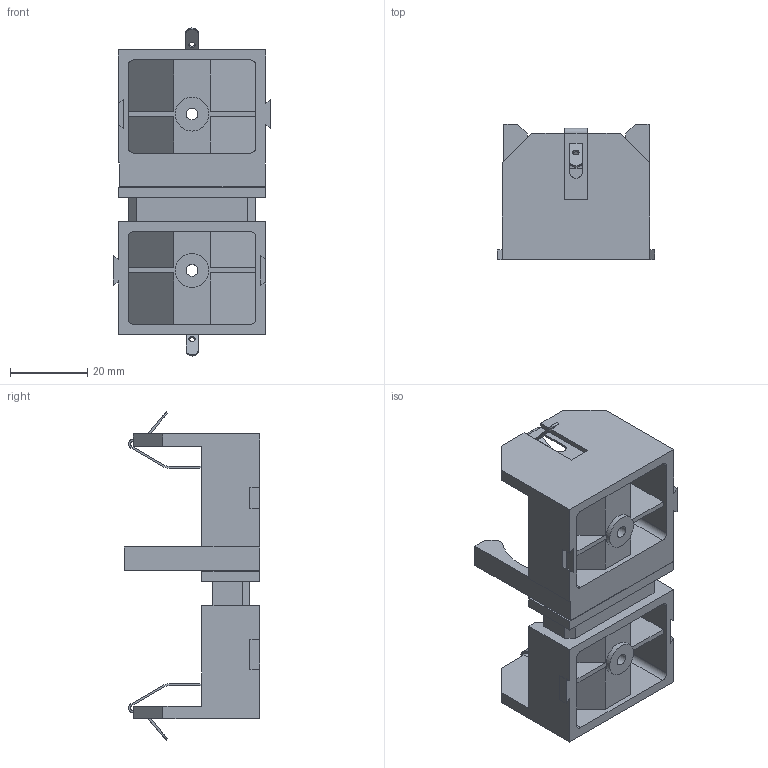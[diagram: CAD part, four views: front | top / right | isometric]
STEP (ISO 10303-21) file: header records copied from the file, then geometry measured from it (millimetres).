
FILE_DESCRIPTION(/* description */ (''),/* implementation_level */ '2;1');
FILE_NAME(/* name */ '400-2801 Customer model.ipt.stp',/* time_stamp */ '2016-12-07T16:34:41+00:00',/* author */ ('paulk'),/* organization */ (''),/* preprocessor_version */ 'ST-DEVELOPER v15.2',/* originating_system */ 'Autodesk Inventor 2014',/* authorisation */ '');
FILE_SCHEMA (('AUTOMOTIVE_DESIGN { 1 0 10303 214 3 1 1 }'));
Length unit declared in the file: millimetre
Products named in the file (1): 400-2801 Customer model
Bounding box: 40.64 x 35.05 x 84.92 mm (x, y, z)
Volume: 19793 mm3; surface area: 18780.2 mm2
Topology: 9 solids, 9 shells, 304 faces, 825 edges, 546 vertices
Faces by surface type: plane 262, cylinder 35, bspline 7
Full cylindrical faces by diameter (mm): 1.651 x2, 3.05 x2, 6.27 x2, 8.76 x2
Entity records: 10254 total; most frequent: CARTESIAN_POINT 2208, ORIENTED_EDGE 1630, DIRECTION 1486, EDGE_CURVE 815, LINE 730, VECTOR 730, VERTEX_POINT 544, AXIS2_PLACEMENT_3D 378
